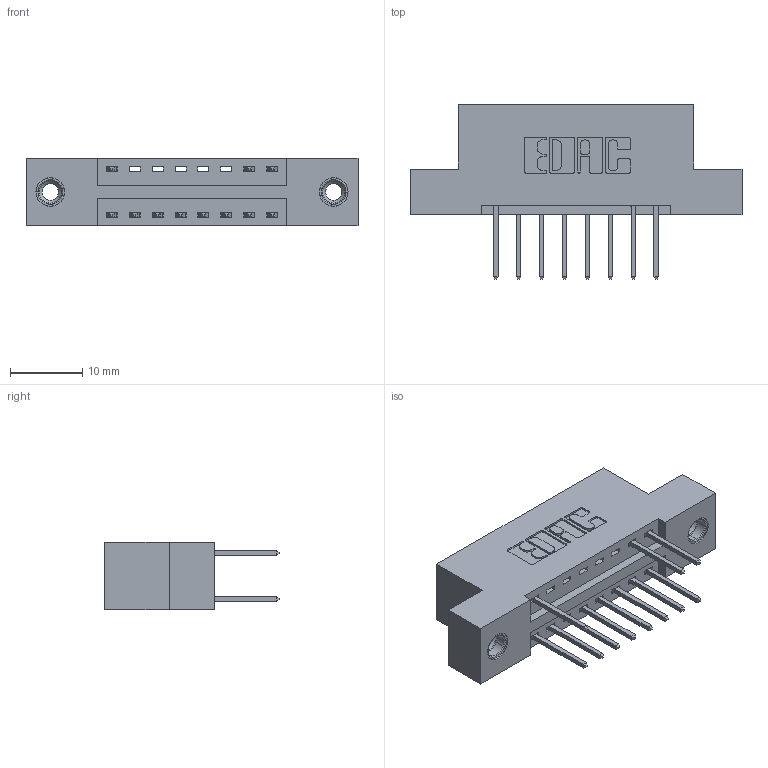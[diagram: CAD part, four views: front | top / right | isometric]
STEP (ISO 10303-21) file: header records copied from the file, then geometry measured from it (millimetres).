
FILE_DESCRIPTION (( 'STEP AP203' ), '1' );
FILE_NAME ('346-016-526-208.STEP', '2018-08-20T04:14:11', ( '' ), ( '' ), 'SwSTEP 2.0', 'SolidWorks 2016', '' );
FILE_SCHEMA (( 'CONFIG_CONTROL_DESIGN' ));
Length unit declared in the file: inch
Products named in the file (4): 345-292-001_345-293-126; 345-250-001_345-250-003-102; 346-016-526-208; 346 Part_Flush Mounting Lugs - 0.156 Dia-TI
Assembly tree (14 placements, depth 2):
  346-016-526-208
    346 Part_Flush Mounting Lugs - 0.156 Dia-TI
    345-292-001_345-293-126  x11
    345-250-001_345-250-003-102  x2
Bounding box: 45.97 x 24.13 x 9.4 mm (x, y, z)
Volume: 4185.5 mm3; surface area: 5060.1 mm2
Topology: 14 solids, 14 shells, 784 faces, 2275 edges, 1494 vertices
Faces by surface type: plane 518, cylinder 250, cone 12, torus 4
Entity records: 10842 total; most frequent: CARTESIAN_POINT 1838, ORIENTED_EDGE 1770, DIRECTION 1693, EDGE_CURVE 885, LINE 701, VECTOR 701, VERTEX_POINT 584, AXIS2_PLACEMENT_3D 496
